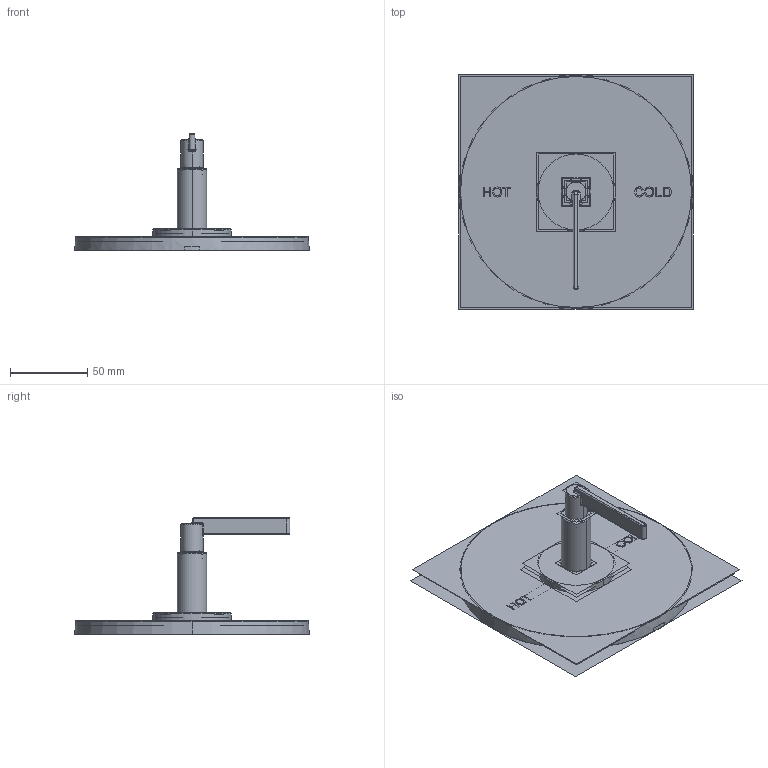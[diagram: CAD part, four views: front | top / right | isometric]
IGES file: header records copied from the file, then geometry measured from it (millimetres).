
Start section:  PTC IGES file: 4-3324bp_asm.igs
Global section: file name: 4-3324bp_asm.igs; native system: Creo Parametric by PTC Inc.; preprocessor: 2018400; author: jinson.thomas; organization: Unknown; date: 20200914.121515; units: inch
Bounding box: 152.4 x 152.4 x 75.72 mm (x, y, z)
Volume: 144445.1 mm3; surface area: 628839.2 mm2
Topology: 4 solids, 4 shells, 670 faces, 3400 edges, 4282 vertices
Faces by surface type: bspline 272, revolution 246, extrusion 152
